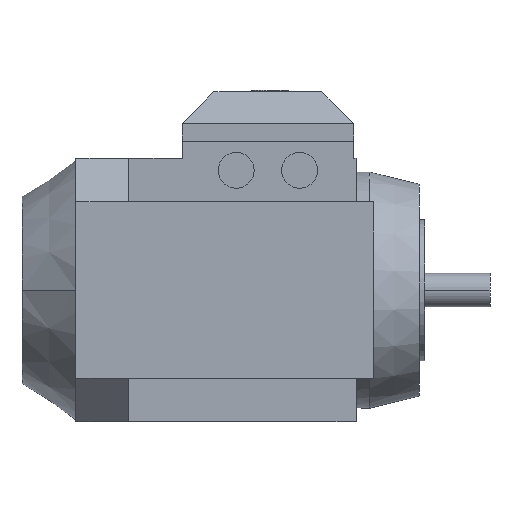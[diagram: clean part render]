
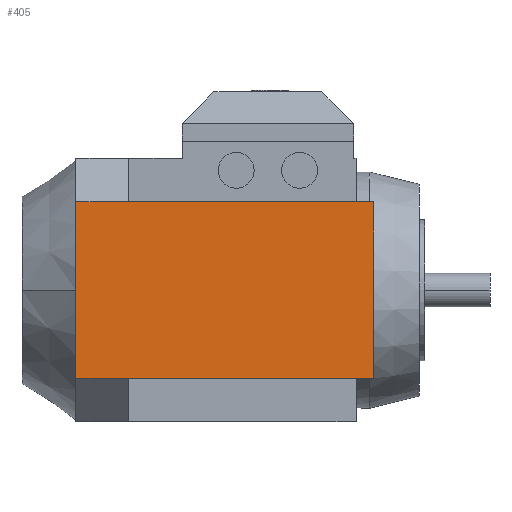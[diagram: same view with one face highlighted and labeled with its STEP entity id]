
A CAD part, left-side view. The second image highlights one B-rep face of the part: STEP entity #405.
In plain terms, the highlighted planar face has unit normal (-1, 0, 0).
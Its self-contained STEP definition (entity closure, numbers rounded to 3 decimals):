
#213=PLANE('',#2971);
#405=ADVANCED_FACE('',(#557),#213,.T.);
#557=FACE_OUTER_BOUND('',#741,.T.);
#741=EDGE_LOOP('',(#1542,#1543,#1544,#1545,#1546,#1547));
#1542=ORIENTED_EDGE('',*,*,#2158,.F.);
#1543=ORIENTED_EDGE('',*,*,#2188,.F.);
#1544=ORIENTED_EDGE('',*,*,#2189,.T.);
#1545=ORIENTED_EDGE('',*,*,#2186,.T.);
#1546=ORIENTED_EDGE('',*,*,#2142,.T.);
#1547=ORIENTED_EDGE('',*,*,#1885,.T.);
#1636=VERTEX_POINT('',#3853);
#1637=VERTEX_POINT('',#3855);
#1790=VERTEX_POINT('',#4505);
#1800=VERTEX_POINT('',#4538);
#1814=VERTEX_POINT('',#4594);
#1815=VERTEX_POINT('',#4598);
#1885=EDGE_CURVE('',#1637,#1636,#2225,.T.);
#2142=EDGE_CURVE('',#1790,#1637,#2426,.T.);
#2158=EDGE_CURVE('',#1800,#1636,#2442,.T.);
#2186=EDGE_CURVE('',#1814,#1790,#2468,.T.);
#2188=EDGE_CURVE('',#1815,#1800,#2470,.T.);
#2189=EDGE_CURVE('',#1815,#1814,#2471,.T.);
#2225=LINE('',#3854,#2507);
#2426=LINE('',#4506,#2708);
#2442=LINE('',#4539,#2724);
#2468=LINE('',#4593,#2750);
#2470=LINE('',#4597,#2752);
#2471=LINE('',#4599,#2753);
#2507=VECTOR('',#3110,1.);
#2708=VECTOR('',#3593,1.);
#2724=VECTOR('',#3623,1.);
#2750=VECTOR('',#3679,1.);
#2752=VECTOR('',#3683,1.);
#2753=VECTOR('',#3684,1.);
#2971=AXIS2_PLACEMENT_3D('',#4600,#3685,#3686);
#3110=DIRECTION('',(0.,0.,1.));
#3593=DIRECTION('',(0.,-1.,0.));
#3623=DIRECTION('',(0.,-1.,0.));
#3679=DIRECTION('',(0.,-1.,0.));
#3683=DIRECTION('',(0.,-1.,0.));
#3684=DIRECTION('',(0.,0.,-1.));
#3685=DIRECTION('',(-1.,0.,0.));
#3686=DIRECTION('',(0.,0.,-1.));
#3853=CARTESIAN_POINT('',(-74.75,-169.,50.054));
#3854=CARTESIAN_POINT('',(-74.75,-169.,-50.054));
#3855=CARTESIAN_POINT('',(-74.75,-169.,-50.054));
#4505=CARTESIAN_POINT('',(-74.75,-30.,-50.054));
#4506=CARTESIAN_POINT('',(-74.75,-30.,-50.054));
#4538=CARTESIAN_POINT('',(-74.75,-30.,50.054));
#4539=CARTESIAN_POINT('',(-74.75,-30.,50.054));
#4593=CARTESIAN_POINT('',(-74.75,0.,-50.054));
#4594=CARTESIAN_POINT('',(-74.75,0.,-50.054));
#4597=CARTESIAN_POINT('',(-74.75,0.,50.054));
#4598=CARTESIAN_POINT('',(-74.75,0.,50.054));
#4599=CARTESIAN_POINT('',(-74.75,0.,50.054));
#4600=CARTESIAN_POINT('',(-74.75,0.,-50.054));
